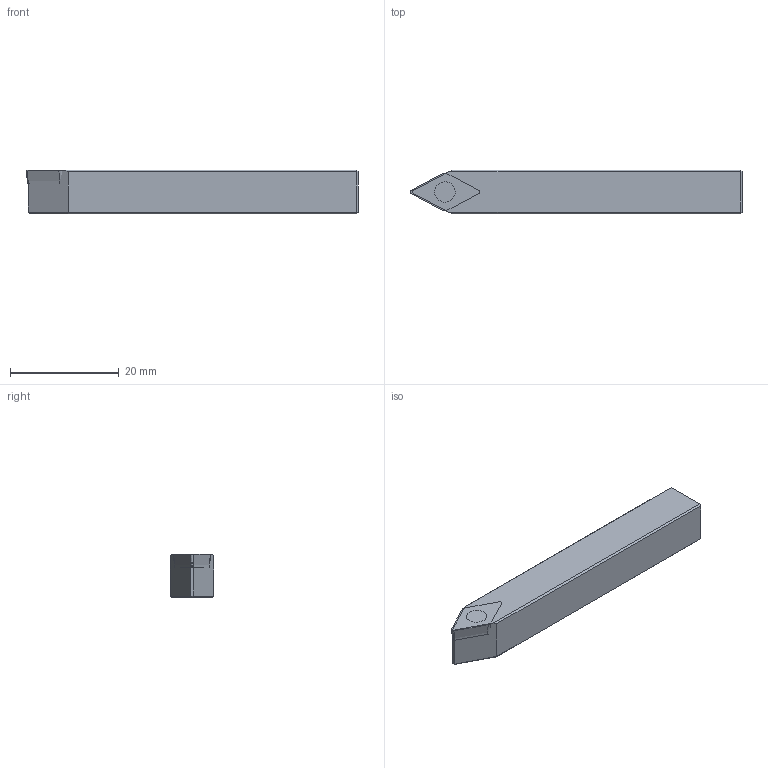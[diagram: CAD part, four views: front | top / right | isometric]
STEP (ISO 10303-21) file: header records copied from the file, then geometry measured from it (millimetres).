
FILE_DESCRIPTION(/* description */ (''),/* implementation_level */ '2;1');
FILE_NAME(/* name */ 'SDNCN0808D07_SIM.stp',/* time_stamp */ '2024-05-11T13:10:00+02:00',/* author */ (''),/* organization */ (''),/* preprocessor_version */ 'ST-DEVELOPER v18.102',/* originating_system */ 'SIEMENS PLM Software NX 2027',/* authorisation */ '');
FILE_SCHEMA (('AUTOMOTIVE_DESIGN { 1 0 10303 214 3 1 1 1 }'));
Length unit declared in the file: millimetre
Products named in the file (1): model1
Bounding box: 61.16 x 8 x 8.01 mm (x, y, z)
Volume: 3739.9 mm3; surface area: 2089.3 mm2
Topology: 2 solids, 2 shells, 34 faces, 78 edges, 48 vertices
Faces by surface type: plane 27, bspline 4, cylinder 2, torus 1
Full cylindrical faces by diameter (mm): 2.8 x1, 3.75 x1
Entity records: 1201 total; most frequent: CARTESIAN_POINT 466, ORIENTED_EDGE 150, DIRECTION 125, EDGE_CURVE 75, LINE 55, VECTOR 55, VERTEX_POINT 48, EDGE_LOOP 39
